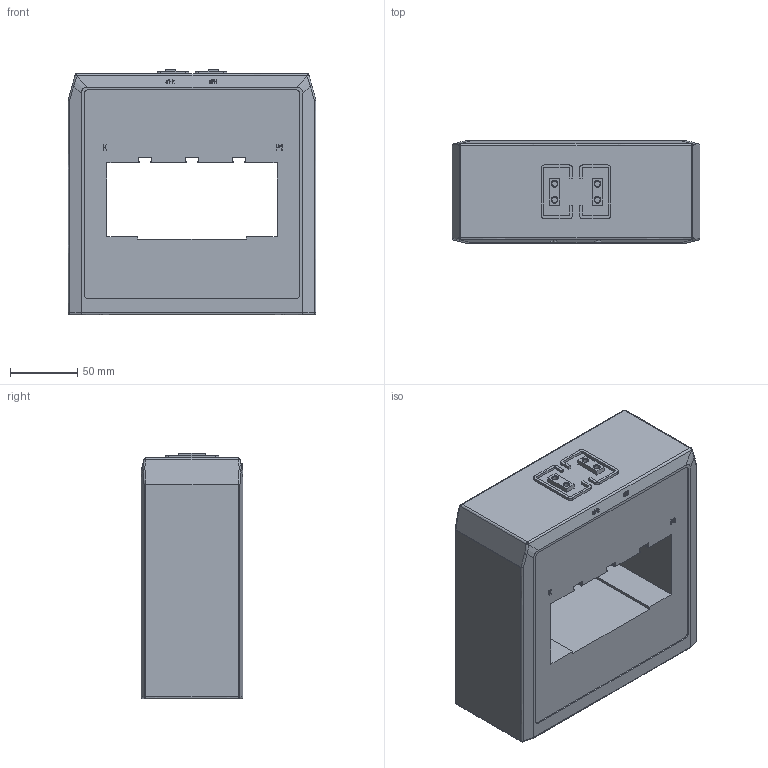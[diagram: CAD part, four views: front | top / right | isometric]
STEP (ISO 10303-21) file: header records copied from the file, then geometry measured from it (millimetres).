
FILE_DESCRIPTION(/* description */ (''),/* implementation_level */ '2;1');
FILE_NAME(/* name */ 'TAT127',/* time_stamp */ '2011-06-01T12:24:16+02:00',/* author */ (''),/* organization */ (''),/* preprocessor_version */ 'ST-DEVELOPER v8',/* originating_system */ '',/* authorisation */ '');
FILE_SCHEMA (('CONFIG_CONTROL_DESIGN'));
Length unit declared in the file: millimetre
Products named in the file (1): 1
Bounding box: 185 x 76 x 183.5 mm (x, y, z)
Volume: 1923245.6 mm3; surface area: 137432.6 mm2
Topology: 16 solids, 16 shells, 276 faces, 670 edges, 428 vertices
Faces by surface type: bspline 276
Entity records: 10368 total; most frequent: CARTESIAN_POINT 6168, ORIENTED_EDGE 1340, EDGE_CURVE 670, B_SPLINE_CURVE_WITH_KNOTS 602, VERTEX_POINT 428, EDGE_LOOP 290, ADVANCED_FACE 276, FACE_OUTER_BOUND 276
